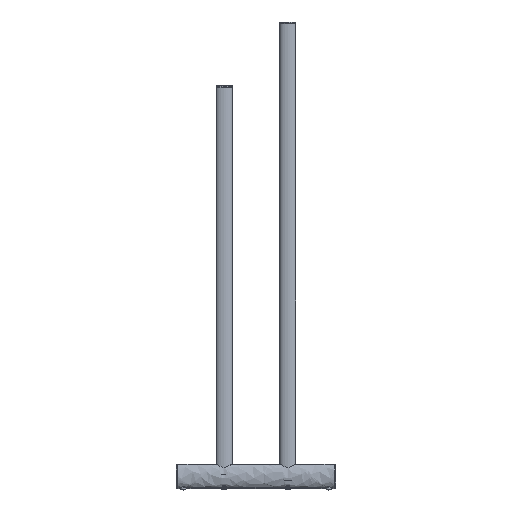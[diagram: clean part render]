
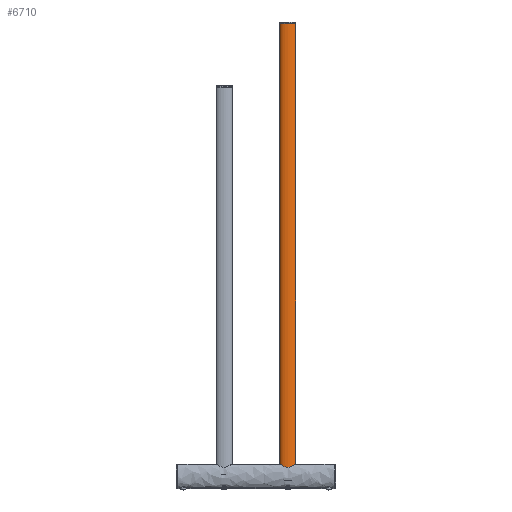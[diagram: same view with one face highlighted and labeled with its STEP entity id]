
A CAD part, top view. The second image highlights one B-rep face of the part: STEP entity #6710.
In plain terms, the highlighted free-form (B-spline) face has degree [3, 1] with [4, 2] control points.
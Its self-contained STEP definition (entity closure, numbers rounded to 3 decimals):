
#507 = FACE_OUTER_BOUND ( 'NONE', #8439, .T. ) ;
#1416 =( BOUNDED_SURFACE ( )  B_SPLINE_SURFACE ( 3, 1, ( 
 ( #8900, #8899 ),
 ( #9057, #9058 ),
 ( #9059, #9060 ),
 ( #9061, #9062 ) ),
 .UNSPECIFIED., .F., .F., .F. ) 
 B_SPLINE_SURFACE_WITH_KNOTS ( ( 4, 4 ),
 ( 2, 2 ),
 ( 0., 1. ),
 ( 0., 1. ),
 .UNSPECIFIED. ) 
 GEOMETRIC_REPRESENTATION_ITEM ( )  RATIONAL_B_SPLINE_SURFACE ( (
 ( 1., 1.),
 ( 0.333, 0.333),
 ( 0.333, 0.333),
 ( 1., 1.) ) ) 
 REPRESENTATION_ITEM ( '' )  SURFACE ( )  );
#3848 = VERTEX_POINT ( 'NONE', #14990 ) ;
#3924 = VERTEX_POINT ( 'NONE', #14807 ) ;
#4001 = EDGE_CURVE ( 'NONE', #3924, #3848, #8634, .T. ) ;
#4152 = EDGE_CURVE ( 'NONE', #13516, #13580, #8354, .T. ) ;
#4293 = EDGE_CURVE ( 'NONE', #13580, #3848, #10061, .T. ) ;
#4295 = EDGE_CURVE ( 'NONE', #13516, #3924, #9973, .T. ) ;
#6710 = ADVANCED_FACE ( 'NONE', ( #507 ), #1416, .T. ) ;
#8077 = CARTESIAN_POINT ( 'NONE',  ( 222., 852., 765. ) ) ;
#8085 = CARTESIAN_POINT ( 'NONE',  ( 222., -8., 765. ) ) ;
#8354 = LINE ( 'NONE', #15786, #8392 ) ;
#8392 = VECTOR ( 'NONE', #15600, 1000. ) ;
#8439 = EDGE_LOOP ( 'NONE', ( #13495, #13572, #13782, #14026 ) ) ;
#8510 = VECTOR ( 'NONE', #14777, 1000. ) ;
#8634 = LINE ( 'NONE', #14835, #8510 ) ;
#8899 = CARTESIAN_POINT ( 'NONE',  ( 192., -8., 765. ) ) ;
#8900 = CARTESIAN_POINT ( 'NONE',  ( 192., 852., 765. ) ) ;
#9057 = CARTESIAN_POINT ( 'NONE',  ( 192., 852., 780. ) ) ;
#9058 = CARTESIAN_POINT ( 'NONE',  ( 192., -8., 780. ) ) ;
#9059 = CARTESIAN_POINT ( 'NONE',  ( 222., 852., 780. ) ) ;
#9060 = CARTESIAN_POINT ( 'NONE',  ( 222., -8., 780. ) ) ;
#9061 = CARTESIAN_POINT ( 'NONE',  ( 222., 852., 765. ) ) ;
#9062 = CARTESIAN_POINT ( 'NONE',  ( 222., -8., 765. ) ) ;
#9973 =( BOUNDED_CURVE ( )  B_SPLINE_CURVE ( 3, ( #11068, #11475, #10775, #11217 ),
 .UNSPECIFIED., .F., .F. ) 
 B_SPLINE_CURVE_WITH_KNOTS ( ( 4, 4 ),
 ( 0., 3.142 ),
 .UNSPECIFIED. ) 
 CURVE ( )  GEOMETRIC_REPRESENTATION_ITEM ( )  RATIONAL_B_SPLINE_CURVE ( ( 1., 0.333, 0.333, 1. ) ) 
 REPRESENTATION_ITEM ( '' )  );
#10061 =( BOUNDED_CURVE ( )  B_SPLINE_CURVE ( 3, ( #11084, #11208, #11094, #11071 ),
 .UNSPECIFIED., .F., .F. ) 
 B_SPLINE_CURVE_WITH_KNOTS ( ( 4, 4 ),
 ( 0., 3.142 ),
 .UNSPECIFIED. ) 
 CURVE ( )  GEOMETRIC_REPRESENTATION_ITEM ( )  RATIONAL_B_SPLINE_CURVE ( ( 1., 0.333, 0.333, 1. ) ) 
 REPRESENTATION_ITEM ( '' )  );
#10775 = CARTESIAN_POINT ( 'NONE',  ( 192., 852., 780. ) ) ;
#11068 = CARTESIAN_POINT ( 'NONE',  ( 222., 852., 765. ) ) ;
#11071 = CARTESIAN_POINT ( 'NONE',  ( 192., -8., 765. ) ) ;
#11084 = CARTESIAN_POINT ( 'NONE',  ( 222., -8., 765. ) ) ;
#11094 = CARTESIAN_POINT ( 'NONE',  ( 192., -8., 780. ) ) ;
#11208 = CARTESIAN_POINT ( 'NONE',  ( 222., -8., 780. ) ) ;
#11217 = CARTESIAN_POINT ( 'NONE',  ( 192., 852., 765. ) ) ;
#11475 = CARTESIAN_POINT ( 'NONE',  ( 222., 852., 780. ) ) ;
#13495 = ORIENTED_EDGE ( 'NONE', *, *, #4295, .T. ) ;
#13516 = VERTEX_POINT ( 'NONE', #8077 ) ;
#13572 = ORIENTED_EDGE ( 'NONE', *, *, #4001, .T. ) ;
#13580 = VERTEX_POINT ( 'NONE', #8085 ) ;
#13782 = ORIENTED_EDGE ( 'NONE', *, *, #4293, .F. ) ;
#14026 = ORIENTED_EDGE ( 'NONE', *, *, #4152, .F. ) ;
#14777 = DIRECTION ( 'NONE',  ( 0., -1., 0. ) ) ;
#14807 = CARTESIAN_POINT ( 'NONE',  ( 192., 852., 765. ) ) ;
#14835 = CARTESIAN_POINT ( 'NONE',  ( 192., 852., 765. ) ) ;
#14990 = CARTESIAN_POINT ( 'NONE',  ( 192., -8., 765. ) ) ;
#15600 = DIRECTION ( 'NONE',  ( 0., -1., 0. ) ) ;
#15786 = CARTESIAN_POINT ( 'NONE',  ( 222., 852., 765. ) ) ;
